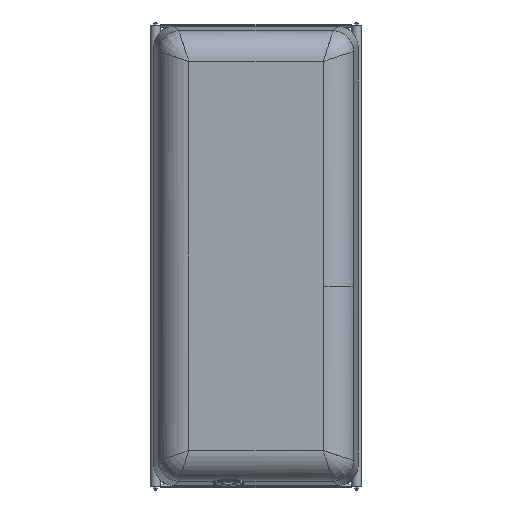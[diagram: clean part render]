
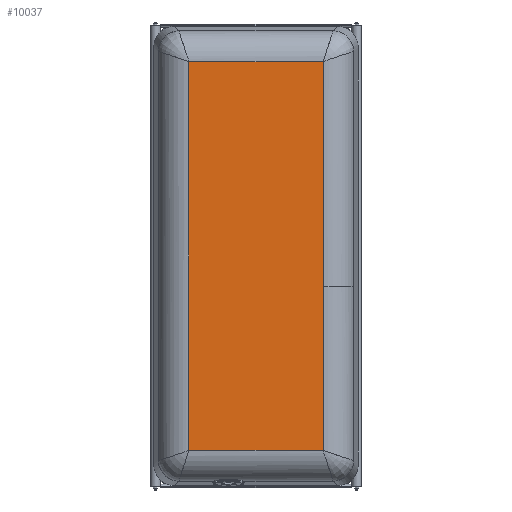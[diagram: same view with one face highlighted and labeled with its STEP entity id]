
A CAD part, front view. The second image highlights one B-rep face of the part: STEP entity #10037.
In plain terms, the highlighted planar face has unit normal (0, -1, 0).
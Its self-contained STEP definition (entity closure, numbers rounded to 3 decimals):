
#582=PLANE($,#10961);
#1217=LINE($,#18983,#1961);
#1221=LINE($,#18990,#1965);
#1224=LINE($,#18996,#1968);
#1226=LINE($,#18999,#1970);
#1961=VECTOR($,#13169,1885.);
#1965=VECTOR($,#13175,650.);
#1968=VECTOR($,#13180,1885.);
#1970=VECTOR($,#13184,650.);
#2842=FACE_OUTER_BOUND($,#3463,.T.);
#3463=EDGE_LOOP($,(#8212,#8213,#8214,#8215));
#4926=VERTEX_POINT($,#18980);
#4927=VERTEX_POINT($,#18982);
#4929=VERTEX_POINT($,#18988);
#4931=VERTEX_POINT($,#18994);
#6094=EDGE_CURVE($,#4927,#4926,#1217,.T.);
#6098=EDGE_CURVE($,#4926,#4929,#1221,.T.);
#6101=EDGE_CURVE($,#4929,#4931,#1224,.T.);
#6103=EDGE_CURVE($,#4931,#4927,#1226,.T.);
#8212=ORIENTED_EDGE($,*,*,#6103,.T.);
#8213=ORIENTED_EDGE($,*,*,#6094,.T.);
#8214=ORIENTED_EDGE($,*,*,#6098,.T.);
#8215=ORIENTED_EDGE($,*,*,#6101,.T.);
#10037=ADVANCED_FACE($,(#2842),#582,.F.);
#10961=AXIS2_PLACEMENT_3D($,#19001,#13187,#13188);
#13169=DIRECTION($,(1.,0.,0.));
#13175=DIRECTION($,(0.,0.,1.));
#13180=DIRECTION($,(-1.,0.,0.));
#13184=DIRECTION($,(0.,0.,-1.));
#13187=DIRECTION('center_axis',(0.,1.,0.));
#13188=DIRECTION('ref_axis',(0.,0.,1.));
#18980=CARTESIAN_POINT('',(942.5,0.,-325.));
#18982=CARTESIAN_POINT('',(-942.5,0.,-325.));
#18983=CARTESIAN_POINT($,(-942.5,0.,-325.));
#18988=CARTESIAN_POINT('',(942.5,0.,325.));
#18990=CARTESIAN_POINT($,(942.5,0.,-325.));
#18994=CARTESIAN_POINT('',(-942.5,0.,325.));
#18996=CARTESIAN_POINT($,(942.5,0.,325.));
#18999=CARTESIAN_POINT($,(-942.5,0.,325.));
#19001=CARTESIAN_POINT('Origin',(0.,0.,0.));
